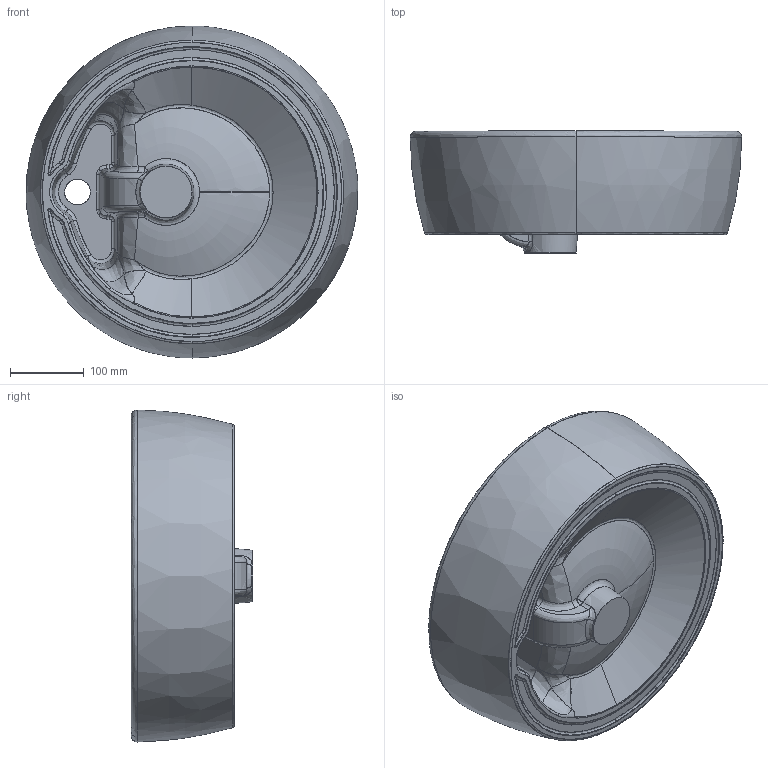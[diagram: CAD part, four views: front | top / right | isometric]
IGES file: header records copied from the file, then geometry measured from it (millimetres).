
Start section: SolidWorks IGES file using analytic representation for surfaces
Global section: file name: S10016917600000 - URBAN cft.IGS; native system: SolidWorks 2019; preprocessor: SolidWorks 2019; author: sanmar10; date: 201021.171036; units: millimetre
Bounding box: 449.02 x 165 x 449.87 mm (x, y, z)
Surface area: 603411.2 mm2 (no closed solid volume)
Topology: 0 solids, 0 shells, 141 faces, 2612 edges, 2607 vertices
Faces by surface type: bspline 141
